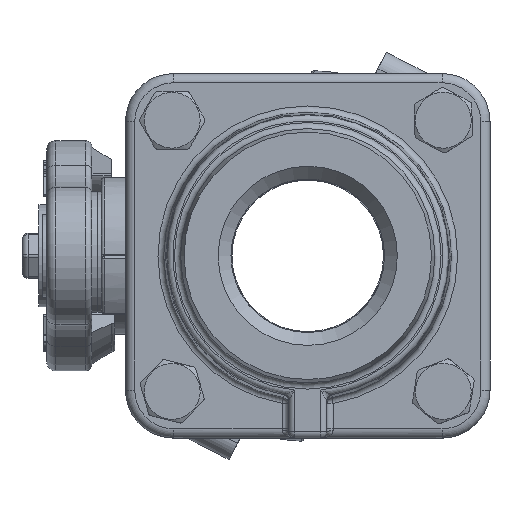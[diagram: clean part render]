
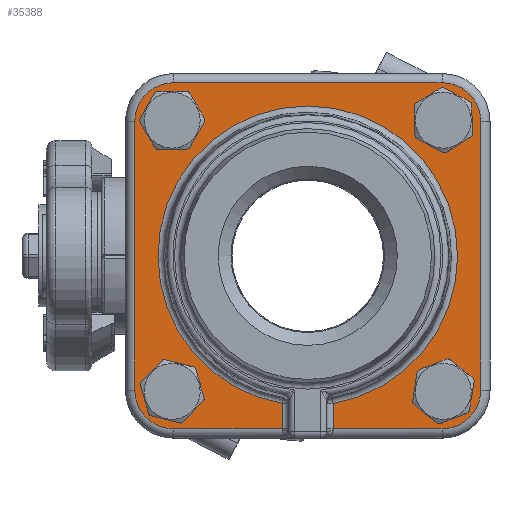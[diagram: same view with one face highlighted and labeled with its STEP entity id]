
A CAD part, left-side view. The second image highlights one B-rep face of the part: STEP entity #35388.
In plain terms, the highlighted face is planar.
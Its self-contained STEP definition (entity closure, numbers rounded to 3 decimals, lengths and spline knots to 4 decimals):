
#856=FACE_BOUND('',#12274,.T.);
#857=FACE_BOUND('',#12275,.T.);
#858=FACE_BOUND('',#12276,.T.);
#859=FACE_BOUND('',#12277,.T.);
#1815=PLANE('',#38401);
#4746=LINE('',#67818,#7711);
#4748=LINE('',#67988,#7713);
#4749=LINE('',#67995,#7714);
#4751=LINE('',#68001,#7716);
#4752=LINE('',#68005,#7717);
#4753=LINE('',#68009,#7718);
#4754=LINE('',#68013,#7719);
#7711=VECTOR('',#46562,0.3937);
#7713=VECTOR('',#46596,0.3937);
#7714=VECTOR('',#46607,0.3937);
#7716=VECTOR('',#46613,0.3937);
#7717=VECTOR('',#46616,0.3937);
#7718=VECTOR('',#46619,0.3937);
#7719=VECTOR('',#46622,0.3937);
#10062=FACE_OUTER_BOUND('',#12273,.T.);
#12273=EDGE_LOOP('',(#32736,#32737,#32738,#32739,#32740,#32741,#32742,#32743,
#32744,#32745,#32746,#32747));
#12274=EDGE_LOOP('',(#32748));
#12275=EDGE_LOOP('',(#32749));
#12276=EDGE_LOOP('',(#32750));
#12277=EDGE_LOOP('',(#32751));
#14313=CIRCLE('',#38385,1.4633);
#14324=CIRCLE('',#38402,0.3788);
#14325=CIRCLE('',#38403,0.3788);
#14326=CIRCLE('',#38404,0.3788);
#14327=CIRCLE('',#38405,0.3788);
#14328=CIRCLE('',#38406,0.203);
#14329=CIRCLE('',#38407,0.203);
#14330=CIRCLE('',#38408,0.203);
#14331=CIRCLE('',#38409,0.203);
#17585=VERTEX_POINT('',#67811);
#17588=VERTEX_POINT('',#67816);
#17593=VERTEX_POINT('',#67912);
#17598=VERTEX_POINT('',#67979);
#17601=VERTEX_POINT('',#67994);
#17603=VERTEX_POINT('',#68000);
#17604=VERTEX_POINT('',#68002);
#17605=VERTEX_POINT('',#68004);
#17606=VERTEX_POINT('',#68006);
#17607=VERTEX_POINT('',#68008);
#17608=VERTEX_POINT('',#68010);
#17609=VERTEX_POINT('',#68012);
#17610=VERTEX_POINT('',#68015);
#17611=VERTEX_POINT('',#68017);
#17612=VERTEX_POINT('',#68019);
#17613=VERTEX_POINT('',#68021);
#22635=EDGE_CURVE('',#17588,#17585,#4746,.T.);
#22642=EDGE_CURVE('',#17593,#17588,#14313,.T.);
#22653=EDGE_CURVE('',#17598,#17593,#4748,.T.);
#22656=EDGE_CURVE('',#17585,#17601,#4749,.T.);
#22659=EDGE_CURVE('',#17603,#17598,#4751,.T.);
#22660=EDGE_CURVE('',#17604,#17603,#14324,.T.);
#22661=EDGE_CURVE('',#17605,#17604,#4752,.T.);
#22662=EDGE_CURVE('',#17606,#17605,#14325,.T.);
#22663=EDGE_CURVE('',#17607,#17606,#4753,.T.);
#22664=EDGE_CURVE('',#17608,#17607,#14326,.T.);
#22665=EDGE_CURVE('',#17609,#17608,#4754,.T.);
#22666=EDGE_CURVE('',#17601,#17609,#14327,.T.);
#22667=EDGE_CURVE('',#17610,#17610,#14328,.T.);
#22668=EDGE_CURVE('',#17611,#17611,#14329,.T.);
#22669=EDGE_CURVE('',#17612,#17612,#14330,.T.);
#22670=EDGE_CURVE('',#17613,#17613,#14331,.T.);
#32736=ORIENTED_EDGE('',*,*,#22635,.F.);
#32737=ORIENTED_EDGE('',*,*,#22642,.F.);
#32738=ORIENTED_EDGE('',*,*,#22653,.F.);
#32739=ORIENTED_EDGE('',*,*,#22659,.F.);
#32740=ORIENTED_EDGE('',*,*,#22660,.F.);
#32741=ORIENTED_EDGE('',*,*,#22661,.F.);
#32742=ORIENTED_EDGE('',*,*,#22662,.F.);
#32743=ORIENTED_EDGE('',*,*,#22663,.F.);
#32744=ORIENTED_EDGE('',*,*,#22664,.F.);
#32745=ORIENTED_EDGE('',*,*,#22665,.F.);
#32746=ORIENTED_EDGE('',*,*,#22666,.F.);
#32747=ORIENTED_EDGE('',*,*,#22656,.F.);
#32748=ORIENTED_EDGE('',*,*,#22667,.T.);
#32749=ORIENTED_EDGE('',*,*,#22668,.T.);
#32750=ORIENTED_EDGE('',*,*,#22669,.T.);
#32751=ORIENTED_EDGE('',*,*,#22670,.T.);
#35388=ADVANCED_FACE('',(#10062,#856,#857,#858,#859),#1815,.T.);
#38385=AXIS2_PLACEMENT_3D('',#67914,#46575,#46576);
#38401=AXIS2_PLACEMENT_3D('',#67999,#46611,#46612);
#38402=AXIS2_PLACEMENT_3D('',#68003,#46614,#46615);
#38403=AXIS2_PLACEMENT_3D('',#68007,#46617,#46618);
#38404=AXIS2_PLACEMENT_3D('',#68011,#46620,#46621);
#38405=AXIS2_PLACEMENT_3D('',#68014,#46623,#46624);
#38406=AXIS2_PLACEMENT_3D('',#68016,#46625,#46626);
#38407=AXIS2_PLACEMENT_3D('',#68018,#46627,#46628);
#38408=AXIS2_PLACEMENT_3D('',#68020,#46629,#46630);
#38409=AXIS2_PLACEMENT_3D('',#68022,#46631,#46632);
#46562=DIRECTION('',(0.,1.,0.));
#46575=DIRECTION('center_axis',(1.,0.,0.));
#46576=DIRECTION('ref_axis',(0.,-1.,0.));
#46596=DIRECTION('',(0.,-1.,0.));
#46607=DIRECTION('',(0.,0.,-1.));
#46611=DIRECTION('center_axis',(1.,0.,0.));
#46612=DIRECTION('ref_axis',(0.,0.,-1.));
#46613=DIRECTION('',(0.,0.,-1.));
#46614=DIRECTION('center_axis',(-1.,0.,0.));
#46615=DIRECTION('ref_axis',(0.,0.707,0.707));
#46616=DIRECTION('',(0.,1.,0.));
#46617=DIRECTION('center_axis',(-1.,0.,0.));
#46618=DIRECTION('ref_axis',(0.,-0.707,0.707));
#46619=DIRECTION('',(0.,0.,1.));
#46620=DIRECTION('center_axis',(-1.,0.,0.));
#46621=DIRECTION('ref_axis',(0.,-0.707,-0.707));
#46622=DIRECTION('',(0.,-1.,0.));
#46623=DIRECTION('center_axis',(-1.,0.,0.));
#46624=DIRECTION('ref_axis',(0.,0.707,-0.707));
#46625=DIRECTION('center_axis',(-1.,0.,0.));
#46626=DIRECTION('ref_axis',(0.,-1.,0.));
#46627=DIRECTION('center_axis',(-1.,0.,0.));
#46628=DIRECTION('ref_axis',(0.,-1.,0.));
#46629=DIRECTION('center_axis',(-1.,0.,0.));
#46630=DIRECTION('ref_axis',(0.,-1.,0.));
#46631=DIRECTION('center_axis',(-1.,0.,0.));
#46632=DIRECTION('ref_axis',(0.,-1.,0.));
#67811=CARTESIAN_POINT('',(0.,1.69,-0.2475));
#67816=CARTESIAN_POINT('',(0.,1.4422,-0.2475));
#67818=CARTESIAN_POINT('',(0.,1.5931,-0.2475));
#67912=CARTESIAN_POINT('',(0.,1.4422,0.2475));
#67914=CARTESIAN_POINT('Origin',(0.,0.,0.));
#67979=CARTESIAN_POINT('',(0.,1.69,0.2475));
#67988=CARTESIAN_POINT('',(0.,1.3842,0.2475));
#67994=CARTESIAN_POINT('',(0.,1.69,-1.3113));
#67995=CARTESIAN_POINT('',(0.,1.69,0.89));
#67999=CARTESIAN_POINT('Origin',(0.,1.4063,0.));
#68000=CARTESIAN_POINT('',(0.,1.69,1.3113));
#68001=CARTESIAN_POINT('',(0.,1.69,0.89));
#68002=CARTESIAN_POINT('',(0.,1.3113,1.69));
#68003=CARTESIAN_POINT('Origin',(0.,1.3113,1.3113));
#68004=CARTESIAN_POINT('',(0.,-1.3113,1.69));
#68005=CARTESIAN_POINT('',(0.,-0.1869,1.69));
#68006=CARTESIAN_POINT('',(0.,-1.69,1.3113));
#68007=CARTESIAN_POINT('Origin',(0.,-1.3113,1.3113));
#68008=CARTESIAN_POINT('',(0.,-1.69,-1.3113));
#68009=CARTESIAN_POINT('',(0.,-1.69,-0.89));
#68010=CARTESIAN_POINT('',(0.,-1.3113,-1.69));
#68011=CARTESIAN_POINT('Origin',(0.,-1.3113,-1.3113));
#68012=CARTESIAN_POINT('',(0.,1.3113,-1.69));
#68013=CARTESIAN_POINT('',(0.,1.5931,-1.69));
#68014=CARTESIAN_POINT('Origin',(0.,1.3113,-1.3113));
#68015=CARTESIAN_POINT('',(0.,-1.121,1.324));
#68016=CARTESIAN_POINT('Origin',(0.,-1.324,1.324));
#68017=CARTESIAN_POINT('',(0.,1.527,-1.324));
#68018=CARTESIAN_POINT('Origin',(0.,1.324,-1.324));
#68019=CARTESIAN_POINT('',(0.,1.527,1.324));
#68020=CARTESIAN_POINT('Origin',(0.,1.324,1.324));
#68021=CARTESIAN_POINT('',(0.,-1.121,-1.324));
#68022=CARTESIAN_POINT('Origin',(0.,-1.324,-1.324));
